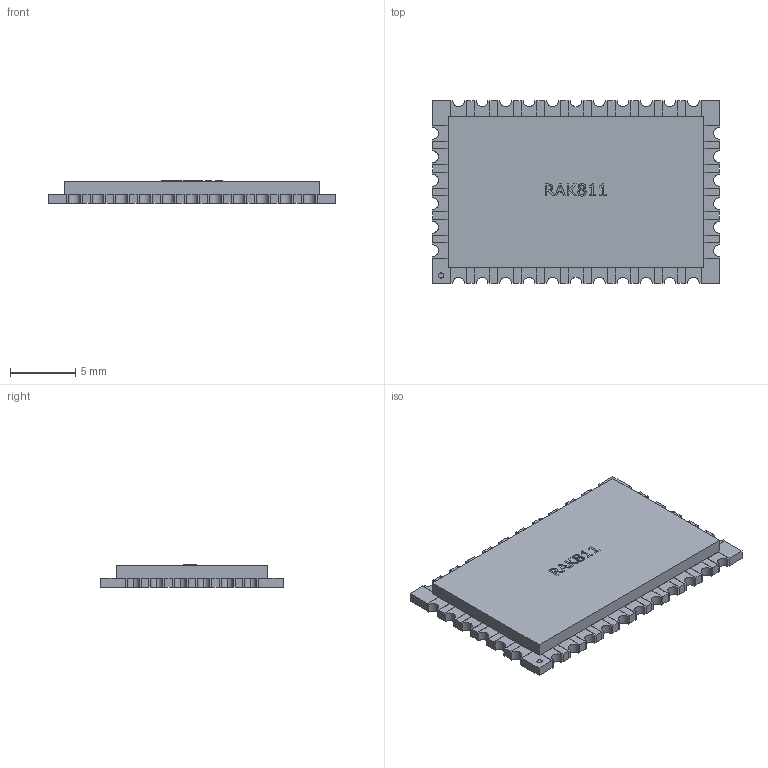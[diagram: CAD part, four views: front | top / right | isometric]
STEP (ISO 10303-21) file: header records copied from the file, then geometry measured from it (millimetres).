
FILE_DESCRIPTION (( 'STEP AP214' ), '1' );
FILE_NAME ('User Library-rak811.STEP', '2020-06-10T08:05:42', ( '' ), ( '' ), 'SwSTEP 2.0', 'SolidWorks 2019', '' );
FILE_SCHEMA (( 'AUTOMOTIVE_DESIGN' ));
Length unit declared in the file: millimetre
Products named in the file (4): ___001; Cut_(Solid); Extrude; User Library-rak811
Assembly tree (3 placements, depth 2):
  User Library-rak811
    ___001
    Cut_(Solid)
    Extrude
Bounding box: 22.02 x 14.02 x 1.75 mm (x, y, z)
Volume: 436.5 mm3; surface area: 1186.9 mm2
Topology: 8 solids, 8 shells, 531 faces, 1542 edges, 1028 vertices
Faces by surface type: plane 387, cylinder 86, bspline 58
Entity records: 19607 total; most frequent: CARTESIAN_POINT 3749, ORIENTED_EDGE 3084, DIRECTION 2556, EDGE_CURVE 1542, LINE 1254, VECTOR 1254, VERTEX_POINT 1028, AXIS2_PLACEMENT_3D 651
